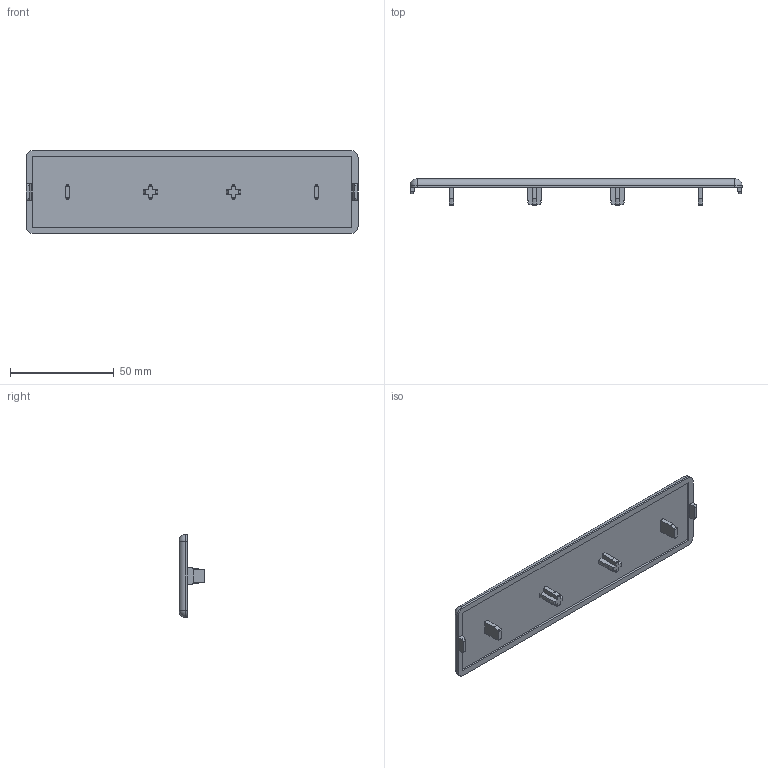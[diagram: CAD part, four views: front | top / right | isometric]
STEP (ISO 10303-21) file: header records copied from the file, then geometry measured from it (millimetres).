
FILE_DESCRIPTION(/* description */ ('STEP AP214'),/* implementation_level */ '2;1');
FILE_NAME(/* name */ '091209(high)',/* time_stamp */ '2025-09-24T13:30:10+02:00',/* author */ ('License CC BY-ND 4.0'),/* organization */ ('CADENAS'),/* preprocessor_version */ 'ST-DEVELOPER v19.3',/* originating_system */ 'PARTsolutions',/* authorisation */ ' ');
FILE_SCHEMA (('AUTOMOTIVE_DESIGN {1 0 10303 214 3 1 1}'));
Length unit declared in the file: millimetre
Products named in the file (1): 091209(high)
Bounding box: 160 x 12.5 x 40 mm (x, y, z)
Volume: 20333.4 mm3; surface area: 15118.1 mm2
Topology: 1 solids, 1 shells, 97 faces, 256 edges, 168 vertices
Faces by surface type: plane 45, cylinder 24, torus 16, cone 12
Entity records: 3080 total; most frequent: CARTESIAN_POINT 666, ORIENTED_EDGE 512, DIRECTION 480, EDGE_CURVE 256, AXIS2_PLACEMENT_3D 174, VERTEX_POINT 168, LINE 132, VECTOR 132
